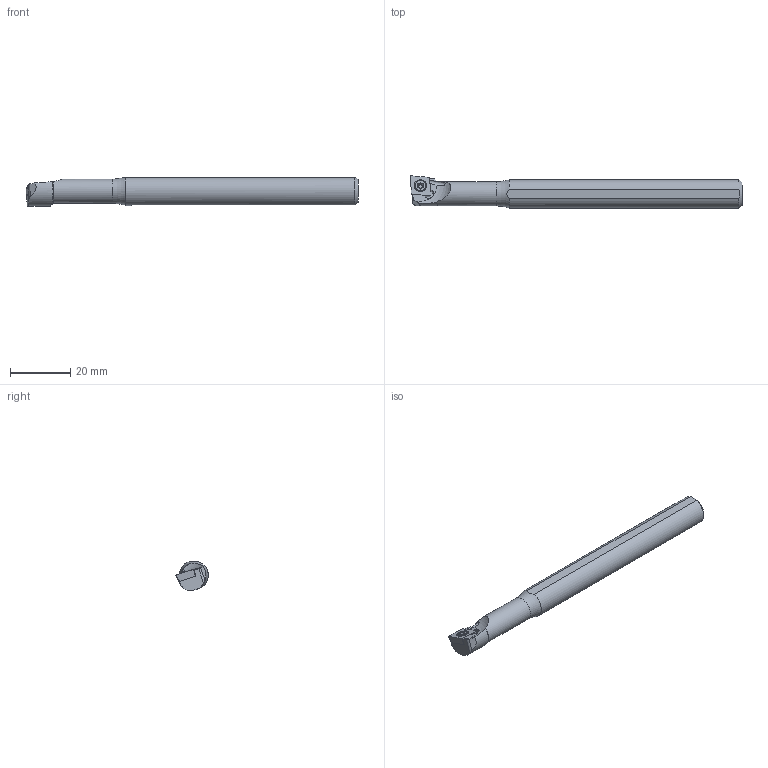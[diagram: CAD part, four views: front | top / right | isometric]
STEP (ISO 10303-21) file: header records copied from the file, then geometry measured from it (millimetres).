
FILE_DESCRIPTION((''),'2;1');
FILE_NAME('AH0810J SCLCL 06.STP','2017-04-11T20:18:36',(''),(''),'STEP Write','Mastercam X ... CNC Software, Inc.','');
FILE_SCHEMA(('CONFIG_CONTROL_DESIGN'));
Length unit declared in the file: millimetre
Bounding box: 109.98 x 10.73 x 9.52 mm (x, y, z)
Surface area: 4287.5 mm2 (no closed solid volume)
Topology: 0 solids, 114 shells, 114 faces, 606 edges, 645 vertices
Faces by surface type: plane 46, cylinder 38, torus 11, cone 10, bspline 9
Full cylindrical faces by diameter (mm): 1.5 x1, 2.45 x1, 2.8 x1, 2.853 x1, 3.5 x1, 3.8 x1, 8 x1
Entity records: 7667 total; most frequent: CARTESIAN_POINT 3078, VERTEX_POINT 1020, DIRECTION 819, EDGE_CURVE 510, ORIENTED_EDGE 510, VECTOR 283, LINE 283, AXIS2_PLACEMENT_3D 268
